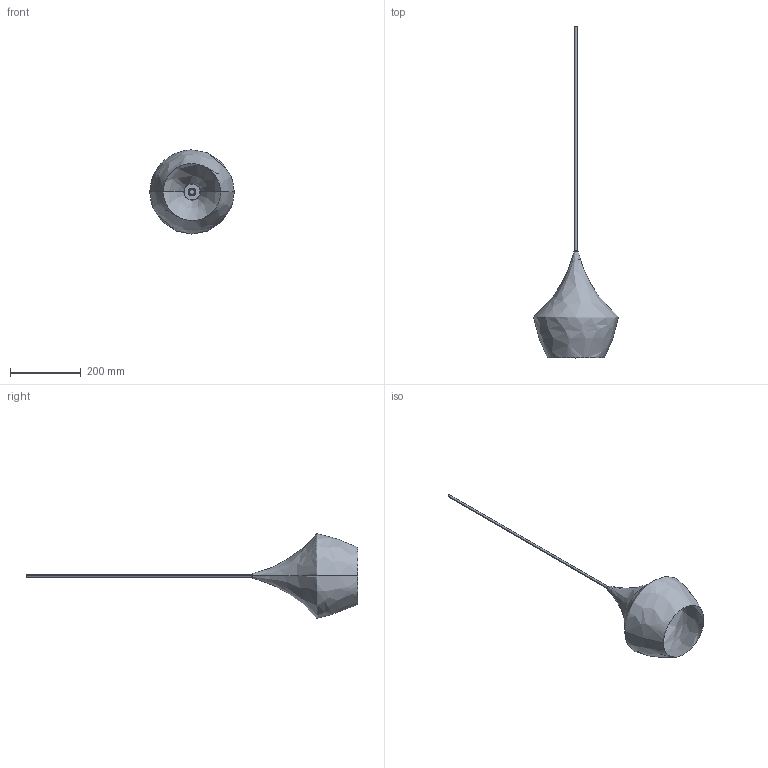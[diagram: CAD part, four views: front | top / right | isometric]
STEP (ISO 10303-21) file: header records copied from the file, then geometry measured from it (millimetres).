
FILE_DESCRIPTION(/* description */ (''),/* implementation_level */ '2;1');
FILE_NAME(/* name */ 'Fat',/* time_stamp */ '2022-07-12T12:10:46+01:00',/* author */ (''),/* organization */ (''),/* preprocessor_version */ 'ST-DEVELOPER v16.5',/* originating_system */ '',/* authorisation */ '');
FILE_SCHEMA (('AUTOMOTIVE_DESIGN'));
Products named in the file (12): Document; Megaman  3W G9 dimmable; SPA07EU 01; SPA07EU; Plastic Sleeve^SPA07EU; Cablegrip EU; M3 x 16 Screw; M10x1.0 19mm Threaded D Tube; SPA07 Cone; G9 Ceramic Bulb Holder; G9 Holder; M6 6mm Grub Screw
Assembly tree (12 placements, depth 4):
  Document
    Megaman  3W G9 dimmable
    SPA07EU 01
      SPA07EU
        Plastic Sleeve^SPA07EU
        Cablegrip EU
        M3 x 16 Screw  x2
        M10x1.0 19mm Threaded D Tube
        SPA07 Cone
        G9 Ceramic Bulb Holder
        G9 Holder
        M6 6mm Grub Screw
Bounding box: 239.04 x 941.77 x 239.07 mm (x, y, z)
Volume: 40058.3 mm3; surface area: 203409.6 mm2
Topology: 8 solids, 15 shells, 585 faces, 1672 edges, 1035 vertices
Faces by surface type: bspline 441, plane 144
Entity records: 155214 total; most frequent: CARTESIAN_POINT 147102, ORIENTED_EDGE 2642, EDGE_CURVE 1396, B_SPLINE_CURVE_WITH_KNOTS 872, VERTEX_POINT 860, EDGE_LOOP 527, ADVANCED_FACE 496, FACE_OUTER_BOUND 496
